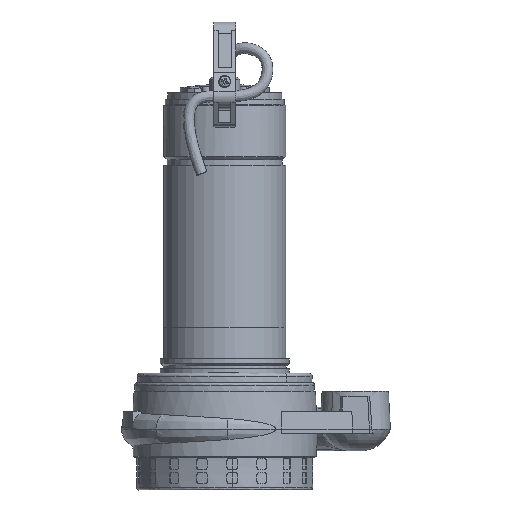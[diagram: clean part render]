
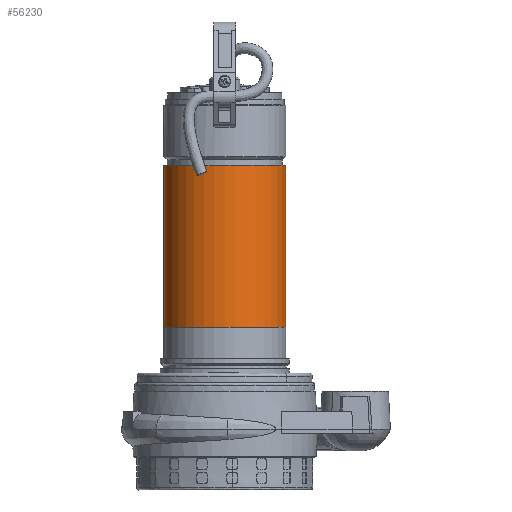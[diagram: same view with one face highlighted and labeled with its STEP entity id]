
A CAD part, front view. The second image highlights one B-rep face of the part: STEP entity #56230.
In plain terms, the highlighted cylindrical face has radius 56 mm (diameter 112 mm), a partial arc.
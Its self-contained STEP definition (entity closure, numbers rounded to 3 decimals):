
#392 = DIRECTION ( 'NONE',  ( 0., -1., 0. ) ) ;
#2496 = ORIENTED_EDGE ( 'NONE', *, *, #55795, .T. ) ;
#7070 = DIRECTION ( 'NONE',  ( 0., -1., 0. ) ) ;
#8285 = EDGE_CURVE ( 'NONE', #34434, #38987, #39999, .T. ) ;
#8975 = CARTESIAN_POINT ( 'NONE',  ( 0., 51., 0. ) ) ;
#12000 = LINE ( 'NONE', #41726, #26902 ) ;
#12905 = DIRECTION ( 'NONE',  ( 0., -1., 0. ) ) ;
#13197 = FACE_OUTER_BOUND ( 'NONE', #53884, .T. ) ;
#13923 = CIRCLE ( 'NONE', #27863, 56. ) ;
#16990 = CYLINDRICAL_SURFACE ( 'NONE', #53053, 56. ) ;
#18279 = DIRECTION ( 'NONE',  ( 0., 0., -1. ) ) ;
#18422 = EDGE_CURVE ( 'NONE', #34434, #24215, #13923, .T. ) ;
#19770 = CARTESIAN_POINT ( 'NONE',  ( 0., 51., 56. ) ) ;
#24215 = VERTEX_POINT ( 'NONE', #50067 ) ;
#25081 = CIRCLE ( 'NONE', #39055, 56. ) ;
#26902 = VECTOR ( 'NONE', #7070, 1000. ) ;
#27616 = DIRECTION ( 'NONE',  ( 0., -1., 0. ) ) ;
#27863 = AXIS2_PLACEMENT_3D ( 'NONE', #54128, #27616, #45088 ) ;
#30529 = ORIENTED_EDGE ( 'NONE', *, *, #18422, .T. ) ;
#30970 = CARTESIAN_POINT ( 'NONE',  ( 0., 200., 0. ) ) ;
#34434 = VERTEX_POINT ( 'NONE', #53052 ) ;
#35042 = DIRECTION ( 'NONE',  ( 0., 0., -1. ) ) ;
#38987 = VERTEX_POINT ( 'NONE', #41632 ) ;
#39055 = AXIS2_PLACEMENT_3D ( 'NONE', #8975, #39845, #18279 ) ;
#39845 = DIRECTION ( 'NONE',  ( 0., 1., 0. ) ) ;
#39999 = LINE ( 'NONE', #52822, #52077 ) ;
#41632 = CARTESIAN_POINT ( 'NONE',  ( 0., 51., -56. ) ) ;
#41726 = CARTESIAN_POINT ( 'NONE',  ( 0., 200., 56. ) ) ;
#45088 = DIRECTION ( 'NONE',  ( 0., 0., -1. ) ) ;
#49712 = VERTEX_POINT ( 'NONE', #19770 ) ;
#49757 = ORIENTED_EDGE ( 'NONE', *, *, #8285, .F. ) ;
#50067 = CARTESIAN_POINT ( 'NONE',  ( 0., 200., 56. ) ) ;
#52077 = VECTOR ( 'NONE', #12905, 1000. ) ;
#52822 = CARTESIAN_POINT ( 'NONE',  ( 0., 200., -56. ) ) ;
#53052 = CARTESIAN_POINT ( 'NONE',  ( 0., 200., -56. ) ) ;
#53053 = AXIS2_PLACEMENT_3D ( 'NONE', #30970, #392, #35042 ) ;
#53528 = EDGE_CURVE ( 'NONE', #24215, #49712, #12000, .T. ) ;
#53884 = EDGE_LOOP ( 'NONE', ( #30529, #56357, #2496, #49757 ) ) ;
#54128 = CARTESIAN_POINT ( 'NONE',  ( 0., 200., 0. ) ) ;
#55795 = EDGE_CURVE ( 'NONE', #49712, #38987, #25081, .T. ) ;
#56230 = ADVANCED_FACE ( 'NONE', ( #13197 ), #16990, .T. ) ;
#56357 = ORIENTED_EDGE ( 'NONE', *, *, #53528, .T. ) ;
